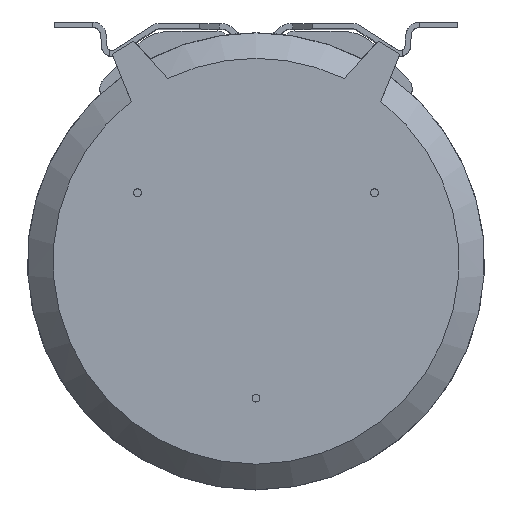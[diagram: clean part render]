
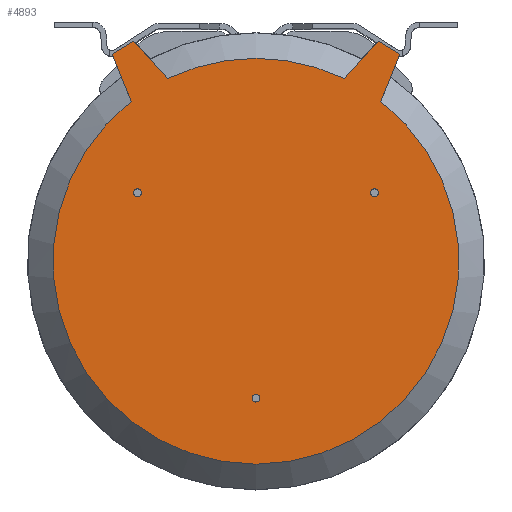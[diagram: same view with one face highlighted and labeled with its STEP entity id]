
A CAD part, top view. The second image highlights one B-rep face of the part: STEP entity #4893.
In plain terms, the highlighted planar face has unit normal (0, 0, 1).
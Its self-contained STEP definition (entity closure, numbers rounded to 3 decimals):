
#552=CARTESIAN_POINT('',(-91.158,116.967,103.04));
#554=CARTESIAN_POINT('',(91.158,116.967,103.04));
#603=CARTESIAN_POINT('',(-64.497,133.533,103.04));
#627=CARTESIAN_POINT('',(0.,0.,103.04));
#628=DIRECTION('',(0.,0.,-1.));
#629=DIRECTION('',(0.615,0.789,0.));
#630=AXIS2_PLACEMENT_3D('',#627,#628,#629);
#632=CARTESIAN_POINT('',(0.,0.,103.04));
#633=DIRECTION('',(0.,0.,-1.));
#634=DIRECTION('',(0.,-1.,0.));
#635=AXIS2_PLACEMENT_3D('',#632,#633,#634);
#637=DIRECTION('',(-0.375,0.927,0.));
#638=VECTOR('',#637,37.181);
#639=CARTESIAN_POINT('',(-91.158,116.967,103.04));
#640=LINE('',#639,#638);
#641=DIRECTION('',(0.858,0.514,0.));
#642=VECTOR('',#641,18.522);
#643=CARTESIAN_POINT('',(-105.086,151.441,103.04));
#644=LINE('',#643,#642);
#645=DIRECTION('',(0.669,-0.743,0.));
#646=VECTOR('',#645,36.902);
#647=CARTESIAN_POINT('',(-89.193,160.953,103.04));
#648=LINE('',#647,#646);
#649=CARTESIAN_POINT('',(0.,0.,103.04));
#650=DIRECTION('',(0.,0.,-1.));
#651=DIRECTION('',(-0.435,0.9,0.));
#652=AXIS2_PLACEMENT_3D('',#649,#650,#651);
#654=CARTESIAN_POINT('',(0.,0.,103.04));
#655=DIRECTION('',(0.,0.,-1.));
#656=DIRECTION('',(0.,1.,0.));
#657=AXIS2_PLACEMENT_3D('',#654,#655,#656);
#659=DIRECTION('',(0.669,0.743,0.));
#660=VECTOR('',#659,36.902);
#661=CARTESIAN_POINT('',(64.497,133.533,103.04));
#662=LINE('',#661,#660);
#663=DIRECTION('',(0.858,-0.514,0.));
#664=VECTOR('',#663,18.522);
#665=CARTESIAN_POINT('',(89.193,160.953,103.04));
#666=LINE('',#665,#664);
#667=DIRECTION('',(-0.375,-0.927,0.));
#668=VECTOR('',#667,37.181);
#669=CARTESIAN_POINT('',(105.086,151.441,103.04));
#670=LINE('',#669,#668);
#671=CARTESIAN_POINT('',(-86.603,50.,103.04));
#672=DIRECTION('',(0.,0.,1.));
#673=DIRECTION('',(-1.,0.,0.));
#674=AXIS2_PLACEMENT_3D('',#671,#672,#673);
#676=CARTESIAN_POINT('',(-86.603,50.,103.04));
#677=DIRECTION('',(0.,0.,1.));
#678=DIRECTION('',(1.,0.,0.));
#679=AXIS2_PLACEMENT_3D('',#676,#677,#678);
#681=CARTESIAN_POINT('',(86.603,50.,103.04));
#682=DIRECTION('',(0.,0.,1.));
#683=DIRECTION('',(1.,0.,0.));
#684=AXIS2_PLACEMENT_3D('',#681,#682,#683);
#686=CARTESIAN_POINT('',(86.603,50.,103.04));
#687=DIRECTION('',(0.,0.,1.));
#688=DIRECTION('',(-1.,0.,0.));
#689=AXIS2_PLACEMENT_3D('',#686,#687,#688);
#691=CARTESIAN_POINT('',(0.,-100.,103.04));
#692=DIRECTION('',(0.,0.,1.));
#693=DIRECTION('',(-1.,0.,0.));
#694=AXIS2_PLACEMENT_3D('',#691,#692,#693);
#696=CARTESIAN_POINT('',(0.,-100.,103.04));
#697=DIRECTION('',(0.,0.,1.));
#698=DIRECTION('',(1.,0.,0.));
#699=AXIS2_PLACEMENT_3D('',#696,#697,#698);
#3585=VERTEX_POINT('',#554);
#3586=CARTESIAN_POINT('',(105.086,151.441,103.04));
#3587=VERTEX_POINT('',#3586);
#3594=VERTEX_POINT('',#552);
#3595=CARTESIAN_POINT('',(0.,-148.294,103.04));
#3596=VERTEX_POINT('',#3595);
#3611=VERTEX_POINT('',#603);
#3612=CARTESIAN_POINT('',(-89.193,160.953,103.04));
#3613=VERTEX_POINT('',#3612);
#3618=CARTESIAN_POINT('',(0.,148.294,103.04));
#3619=CARTESIAN_POINT('',(64.497,133.533,103.04));
#3620=VERTEX_POINT('',#3618);
#3621=VERTEX_POINT('',#3619);
#3622=CARTESIAN_POINT('',(-105.086,151.441,103.04));
#3623=VERTEX_POINT('',#3622);
#3624=CARTESIAN_POINT('',(89.193,160.953,103.04));
#3625=VERTEX_POINT('',#3624);
#3626=CARTESIAN_POINT('',(-89.479,50.,103.04));
#3627=CARTESIAN_POINT('',(-83.726,50.,103.04));
#3628=VERTEX_POINT('',#3626);
#3629=VERTEX_POINT('',#3627);
#3630=CARTESIAN_POINT('',(89.479,50.,103.04));
#3631=CARTESIAN_POINT('',(83.726,50.,103.04));
#3632=VERTEX_POINT('',#3630);
#3633=VERTEX_POINT('',#3631);
#3634=CARTESIAN_POINT('',(-2.876,-100.,103.04));
#3635=CARTESIAN_POINT('',(2.876,-100.,103.04));
#3636=VERTEX_POINT('',#3634);
#3637=VERTEX_POINT('',#3635);
#4854=CARTESIAN_POINT('',(0.,0.,103.04));
#4855=DIRECTION('',(0.,0.,1.));
#4856=DIRECTION('',(0.,1.,0.));
#4857=AXIS2_PLACEMENT_3D('',#4854,#4855,#4856);
#4858=PLANE('',#4857);
#4859=ORIENTED_EDGE('',*,*,#4767,.T.);
#4860=ORIENTED_EDGE('',*,*,#4765,.T.);
#4862=ORIENTED_EDGE('',*,*,#4861,.T.);
#4864=ORIENTED_EDGE('',*,*,#4863,.T.);
#4865=ORIENTED_EDGE('',*,*,#4825,.T.);
#4866=ORIENTED_EDGE('',*,*,#4844,.T.);
#4867=ORIENTED_EDGE('',*,*,#4842,.T.);
#4869=ORIENTED_EDGE('',*,*,#4868,.T.);
#4871=ORIENTED_EDGE('',*,*,#4870,.T.);
#4872=ORIENTED_EDGE('',*,*,#4743,.T.);
#4873=EDGE_LOOP('',(#4859,#4860,#4862,#4864,#4865,#4866,#4867,#4869,#4871,
#4872));
#4874=FACE_OUTER_BOUND('',#4873,.F.);
#4876=ORIENTED_EDGE('',*,*,#4875,.T.);
#4878=ORIENTED_EDGE('',*,*,#4877,.T.);
#4879=EDGE_LOOP('',(#4876,#4878));
#4880=FACE_BOUND('',#4879,.F.);
#4882=ORIENTED_EDGE('',*,*,#4881,.T.);
#4884=ORIENTED_EDGE('',*,*,#4883,.T.);
#4885=EDGE_LOOP('',(#4882,#4884));
#4886=FACE_BOUND('',#4885,.F.);
#4888=ORIENTED_EDGE('',*,*,#4887,.T.);
#4890=ORIENTED_EDGE('',*,*,#4889,.T.);
#4891=EDGE_LOOP('',(#4888,#4890));
#4892=FACE_BOUND('',#4891,.F.);
#4893=ADVANCED_FACE('',(#4874,#4880,#4886,#4892),#4858,.T.);
#631=CIRCLE('',#630,148.294);
#636=CIRCLE('',#635,148.294);
#653=CIRCLE('',#652,148.294);
#658=CIRCLE('',#657,148.294);
#675=CIRCLE('',#674,2.876);
#680=CIRCLE('',#679,2.876);
#685=CIRCLE('',#684,2.876);
#690=CIRCLE('',#689,2.876);
#695=CIRCLE('',#694,2.876);
#700=CIRCLE('',#699,2.876);
#4743=EDGE_CURVE('',#3587,#3585,#670,.T.);
#4765=EDGE_CURVE('',#3596,#3594,#636,.T.);
#4767=EDGE_CURVE('',#3585,#3596,#631,.T.);
#4825=EDGE_CURVE('',#3613,#3611,#648,.T.);
#4842=EDGE_CURVE('',#3620,#3621,#658,.T.);
#4844=EDGE_CURVE('',#3611,#3620,#653,.T.);
#4861=EDGE_CURVE('',#3594,#3623,#640,.T.);
#4863=EDGE_CURVE('',#3623,#3613,#644,.T.);
#4868=EDGE_CURVE('',#3621,#3625,#662,.T.);
#4870=EDGE_CURVE('',#3625,#3587,#666,.T.);
#4875=EDGE_CURVE('',#3628,#3629,#675,.T.);
#4877=EDGE_CURVE('',#3629,#3628,#680,.T.);
#4881=EDGE_CURVE('',#3632,#3633,#685,.T.);
#4883=EDGE_CURVE('',#3633,#3632,#690,.T.);
#4887=EDGE_CURVE('',#3636,#3637,#695,.T.);
#4889=EDGE_CURVE('',#3637,#3636,#700,.T.);
